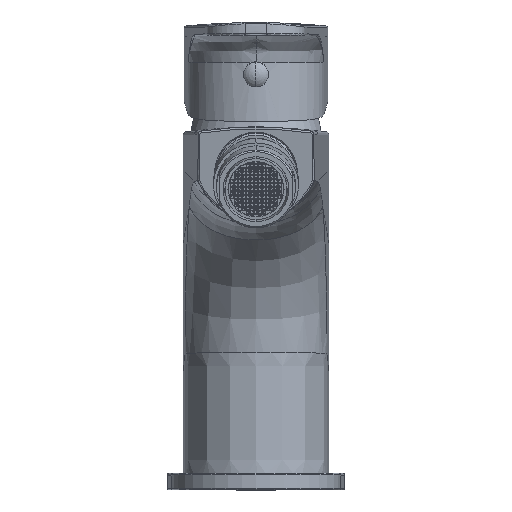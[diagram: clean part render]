
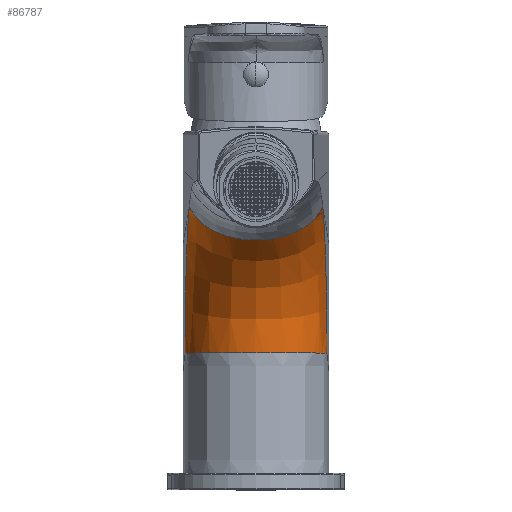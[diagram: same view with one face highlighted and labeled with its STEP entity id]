
A CAD part, top view. The second image highlights one B-rep face of the part: STEP entity #86787.
In plain terms, the highlighted free-form (B-spline) face has degree [3, 3] with [11, 7] control points.
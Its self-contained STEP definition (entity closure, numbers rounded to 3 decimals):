
#30266=CARTESIAN_POINT('',(-21.506,36.5,1.899));
#30267=CARTESIAN_POINT('',(-21.506,41.236,
1.899));
#30268=CARTESIAN_POINT('',(-21.446,50.707,
3.304));
#30269=CARTESIAN_POINT('',(-21.182,63.688,
9.445));
#30270=CARTESIAN_POINT('',(-20.767,74.323,
19.09));
#30271=CARTESIAN_POINT('',(-20.414,79.236,
27.301));
#30272=CARTESIAN_POINT('',(-20.226,81.043,
31.674));
#30274=CARTESIAN_POINT('',(-21.506,36.5,1.899));
#30275=CARTESIAN_POINT('',(-21.427,36.5,3.724));
#30276=CARTESIAN_POINT('',(-20.495,36.5,9.17));
#30277=CARTESIAN_POINT('',(-16.043,36.5,16.399));
#30278=CARTESIAN_POINT('',(-8.22,36.5,21.44));
#30279=CARTESIAN_POINT('',(0.,36.5,23.03));
#30280=CARTESIAN_POINT('',(8.22,36.5,21.44));
#30281=CARTESIAN_POINT('',(16.043,36.5,16.399));
#30282=CARTESIAN_POINT('',(20.495,36.5,9.17));
#30283=CARTESIAN_POINT('',(21.427,36.5,3.724));
#30284=CARTESIAN_POINT('',(21.506,36.5,1.899));
#30286=CARTESIAN_POINT('',(20.226,81.043,31.674));
#30287=CARTESIAN_POINT('',(19.618,79.447,33.091));
#30288=CARTESIAN_POINT('',(17.696,76.537,35.82));
#30289=CARTESIAN_POINT('',(12.958,73.243,39.14));
#30290=CARTESIAN_POINT('',(6.844,71.193,41.303));
#30291=CARTESIAN_POINT('',(0.,70.498,42.054));
#30292=CARTESIAN_POINT('',(-6.844,71.193,
41.303));
#30293=CARTESIAN_POINT('',(-12.958,73.243,
39.14));
#30294=CARTESIAN_POINT('',(-17.696,76.537,
35.82));
#30295=CARTESIAN_POINT('',(-19.618,79.447,
33.091));
#30296=CARTESIAN_POINT('',(-20.226,81.043,
31.674));
#30334=CARTESIAN_POINT('',(21.506,36.5,1.899));
#30335=CARTESIAN_POINT('',(21.506,41.236,1.899));
#30336=CARTESIAN_POINT('',(21.446,50.707,3.304));
#30337=CARTESIAN_POINT('',(21.182,63.688,9.445));
#30338=CARTESIAN_POINT('',(20.767,74.323,19.09));
#30339=CARTESIAN_POINT('',(20.414,79.236,27.301));
#30340=CARTESIAN_POINT('',(20.226,81.043,31.674));
#36238=VERTEX_POINT('',#30286);
#36239=VERTEX_POINT('',#30296);
#36240=VERTEX_POINT('',#30274);
#36241=VERTEX_POINT('',#30284);
#86701=CARTESIAN_POINT('',(21.522,35.925,1.28));
#86702=CARTESIAN_POINT('',(21.537,40.9,1.212));
#86703=CARTESIAN_POINT('',(21.5,50.675,2.593));
#86704=CARTESIAN_POINT('',(21.262,63.953,8.878));
#86705=CARTESIAN_POINT('',(20.869,74.813,18.759));
#86706=CARTESIAN_POINT('',(20.525,79.798,27.263));
#86707=CARTESIAN_POINT('',(20.337,81.621,31.882));
#86708=CARTESIAN_POINT('',(21.489,35.952,4.223));
#86709=CARTESIAN_POINT('',(21.445,40.691,4.202));
#86710=CARTESIAN_POINT('',(21.299,50.,5.574));
#86711=CARTESIAN_POINT('',(20.916,62.688,11.568));
#86712=CARTESIAN_POINT('',(20.391,73.15,20.938));
#86713=CARTESIAN_POINT('',(19.964,78.049,29.001));
#86714=CARTESIAN_POINT('',(19.736,79.882,33.388));
#86715=CARTESIAN_POINT('',(20.231,36.,9.889));
#86716=CARTESIAN_POINT('',(20.108,40.329,9.908));
#86717=CARTESIAN_POINT('',(19.82,48.835,11.189));
#86718=CARTESIAN_POINT('',(19.255,60.501,16.583));
#86719=CARTESIAN_POINT('',(18.574,70.265,24.982));
#86720=CARTESIAN_POINT('',(18.057,74.997,32.231));
#86721=CARTESIAN_POINT('',(17.785,76.834,36.191));
#86722=CARTESIAN_POINT('',(15.274,36.051,16.898));
#86723=CARTESIAN_POINT('',(15.131,39.937,16.903));
#86724=CARTESIAN_POINT('',(14.819,47.57,17.978));
#86725=CARTESIAN_POINT('',(14.265,58.119,22.578));
#86726=CARTESIAN_POINT('',(13.635,67.105,29.796));
#86727=CARTESIAN_POINT('',(13.172,71.629,36.081));
#86728=CARTESIAN_POINT('',(12.93,73.455,39.537));
#86729=CARTESIAN_POINT('',(8.232,36.082,21.441));
#86730=CARTESIAN_POINT('',(8.141,39.702,21.414));
#86731=CARTESIAN_POINT('',(7.946,46.812,22.323));
#86732=CARTESIAN_POINT('',(7.612,56.688,26.391));
#86733=CARTESIAN_POINT('',(7.239,65.2,32.849));
#86734=CARTESIAN_POINT('',(6.969,69.59,38.525));
#86735=CARTESIAN_POINT('',(6.828,71.404,41.663));
#86736=CARTESIAN_POINT('',(0.,36.092,23.033));
#86737=CARTESIAN_POINT('',(0.,39.622,22.991));
#86738=CARTESIAN_POINT('',(0.,46.556,23.836));
#86739=CARTESIAN_POINT('',(0.,56.205,27.715));
#86740=CARTESIAN_POINT('',(0.,64.555,33.908));
#86741=CARTESIAN_POINT('',(0.,68.899,39.373));
#86742=CARTESIAN_POINT('',(0.,70.708,42.401));
#86743=CARTESIAN_POINT('',(-8.232,36.082,
21.441));
#86744=CARTESIAN_POINT('',(-8.141,39.702,
21.414));
#86745=CARTESIAN_POINT('',(-7.946,46.812,
22.323));
#86746=CARTESIAN_POINT('',(-7.612,56.688,
26.391));
#86747=CARTESIAN_POINT('',(-7.239,65.2,
32.849));
#86748=CARTESIAN_POINT('',(-6.969,69.59,
38.525));
#86749=CARTESIAN_POINT('',(-6.828,71.404,
41.663));
#86750=CARTESIAN_POINT('',(-15.274,36.051,
16.898));
#86751=CARTESIAN_POINT('',(-15.131,39.937,
16.903));
#86752=CARTESIAN_POINT('',(-14.819,47.57,
17.978));
#86753=CARTESIAN_POINT('',(-14.265,58.119,
22.578));
#86754=CARTESIAN_POINT('',(-13.635,67.105,
29.796));
#86755=CARTESIAN_POINT('',(-13.172,71.629,
36.081));
#86756=CARTESIAN_POINT('',(-12.93,73.455,
39.537));
#86757=CARTESIAN_POINT('',(-20.231,36.,
9.888));
#86758=CARTESIAN_POINT('',(-20.109,40.329,
9.907));
#86759=CARTESIAN_POINT('',(-19.82,48.835,
11.188));
#86760=CARTESIAN_POINT('',(-19.255,60.501,
16.583));
#86761=CARTESIAN_POINT('',(-18.575,70.266,
24.982));
#86762=CARTESIAN_POINT('',(-18.058,74.997,
32.23));
#86763=CARTESIAN_POINT('',(-17.785,76.834,
36.191));
#86764=CARTESIAN_POINT('',(-21.489,35.952,
4.222));
#86765=CARTESIAN_POINT('',(-21.445,40.691,
4.201));
#86766=CARTESIAN_POINT('',(-21.3,50.,
5.573));
#86767=CARTESIAN_POINT('',(-20.916,62.688,
11.567));
#86768=CARTESIAN_POINT('',(-20.391,73.151,
20.937));
#86769=CARTESIAN_POINT('',(-19.965,78.05,
29.));
#86770=CARTESIAN_POINT('',(-19.736,79.883,
33.387));
#86771=CARTESIAN_POINT('',(-21.522,35.925,
1.278));
#86772=CARTESIAN_POINT('',(-21.537,40.9,
1.21));
#86773=CARTESIAN_POINT('',(-21.5,50.676,
2.591));
#86774=CARTESIAN_POINT('',(-21.263,63.954,
8.876));
#86775=CARTESIAN_POINT('',(-20.87,74.814,
18.758));
#86776=CARTESIAN_POINT('',(-20.525,79.8,
27.262));
#86777=CARTESIAN_POINT('',(-20.337,81.622,
31.881));
#86778=B_SPLINE_SURFACE_WITH_KNOTS('',3,3,((#86701,#86702,#86703,#86704,#86705,
#86706,#86707),(#86708,#86709,#86710,#86711,#86712,#86713,#86714),(#86715,
#86716,#86717,#86718,#86719,#86720,#86721),(#86722,#86723,#86724,#86725,#86726,
#86727,#86728),(#86729,#86730,#86731,#86732,#86733,#86734,#86735),(#86736,
#86737,#86738,#86739,#86740,#86741,#86742),(#86743,#86744,#86745,#86746,#86747,
#86748,#86749),(#86750,#86751,#86752,#86753,#86754,#86755,#86756),(#86757,
#86758,#86759,#86760,#86761,#86762,#86763),(#86764,#86765,#86766,#86767,#86768,
#86769,#86770),(#86771,#86772,#86773,#86774,#86775,#86776,#86777)),
.UNSPECIFIED.,.F.,.F.,.F.,(4,1,1,1,1,1,1,1,4),(4,1,1,1,4),(-0.009,
0.125,0.25,0.375,0.5,0.625,0.75,0.875,1.01),(
-0.006,0.153,0.305,0.458,
0.616),.UNSPECIFIED.);
#86779=ORIENTED_EDGE('',*,*,#86479,.F.);
#86780=ORIENTED_EDGE('',*,*,#86688,.T.);
#86782=ORIENTED_EDGE('',*,*,#86781,.F.);
#86784=ORIENTED_EDGE('',*,*,#86783,.F.);
#86785=EDGE_LOOP('',(#86779,#86780,#86782,#86784));
#86786=FACE_OUTER_BOUND('',#86785,.F.);
#86787=ADVANCED_FACE('',(#86786),#86778,.F.);
#30273=B_SPLINE_CURVE_WITH_KNOTS('',3,(#30266,#30267,#30268,#30269,#30270,
#30271,#30272),.UNSPECIFIED.,.F.,.F.,(4,1,1,1,4),(0.,0.25,0.5,0.75,
1.),.UNSPECIFIED.);
#30285=B_SPLINE_CURVE_WITH_KNOTS('',3,(#30274,#30275,#30276,#30277,#30278,
#30279,#30280,#30281,#30282,#30283,#30284),.UNSPECIFIED.,.F.,.F.,(4,1,1,1,1,1,1,
1,4),(0.,0.083,0.25,0.375,0.5,0.625,0.75,
0.917,1.),.UNSPECIFIED.);
#30297=B_SPLINE_CURVE_WITH_KNOTS('',3,(#30286,#30287,#30288,#30289,#30290,
#30291,#30292,#30293,#30294,#30295,#30296),.UNSPECIFIED.,.F.,.F.,(4,1,1,1,1,1,1,
1,4),(0.,0.125,0.25,0.375,0.5,0.625,0.75,0.875,1.),
.UNSPECIFIED.);
#30341=B_SPLINE_CURVE_WITH_KNOTS('',3,(#30334,#30335,#30336,#30337,#30338,
#30339,#30340),.UNSPECIFIED.,.F.,.F.,(4,1,1,1,4),(0.,0.25,0.5,0.75,
1.),.UNSPECIFIED.);
#86479=EDGE_CURVE('',#36240,#36241,#30285,.T.);
#86688=EDGE_CURVE('',#36240,#36239,#30273,.T.);
#86781=EDGE_CURVE('',#36238,#36239,#30297,.T.);
#86783=EDGE_CURVE('',#36241,#36238,#30341,.T.);
